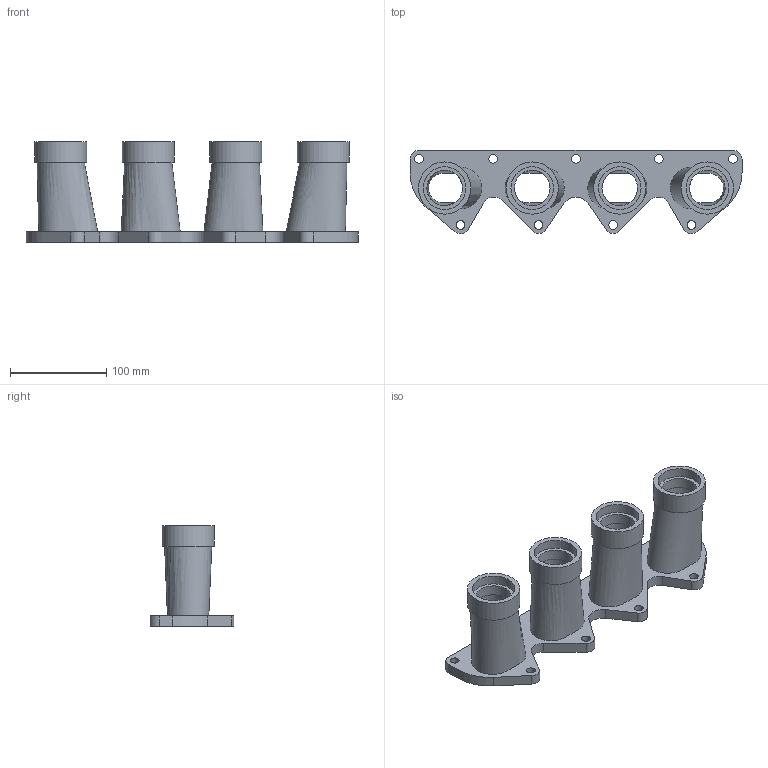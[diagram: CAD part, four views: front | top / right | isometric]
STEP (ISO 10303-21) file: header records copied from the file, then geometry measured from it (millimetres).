
FILE_DESCRIPTION(/* description */ ('','CAx-IF Rec.Pracs.---Representation and Presentation of Product Manufacturing Information (PMI)---4.0---2014-10-13'),/* implementation_level */ '2;1');
FILE_NAME(/* name */ '1.6 Flange OSR.step',/* time_stamp */ '2025-01-01T19:47:01-08:00',/* author */ (''),/* organization */ (''),/* preprocessor_version */ 'ST-DEVELOPER v20',/* originating_system */ 'Autodesk Translation Framework v13.20.0.188',/* authorisation */ '');
FILE_SCHEMA (('AP242_MANAGED_MODEL_BASED_3D_ENGINEERING_MIM_LF { 1 0 10303 442 1 1 4 }'));
Length unit declared in the file: millimetre
Products named in the file (1): 1.6 Flange OSR
Bounding box: 344.97 x 86.61 x 104.78 mm (x, y, z)
Volume: 530186.9 mm3; surface area: 166995.9 mm2
Topology: 1 solids, 1 shells, 92 faces, 284 edges, 189 vertices
Faces by surface type: cylinder 40, plane 34, bspline 18
Full cylindrical faces by diameter (mm): 9.042 x9, 37 x4, 44.25 x4, 54.25 x4
Entity records: 8954 total; most frequent: CARTESIAN_POINT 6414, ORIENTED_EDGE 568, DIRECTION 457, EDGE_CURVE 284, VERTEX_POINT 189, AXIS2_PLACEMENT_3D 180, EDGE_LOOP 130, CIRCLE 105
